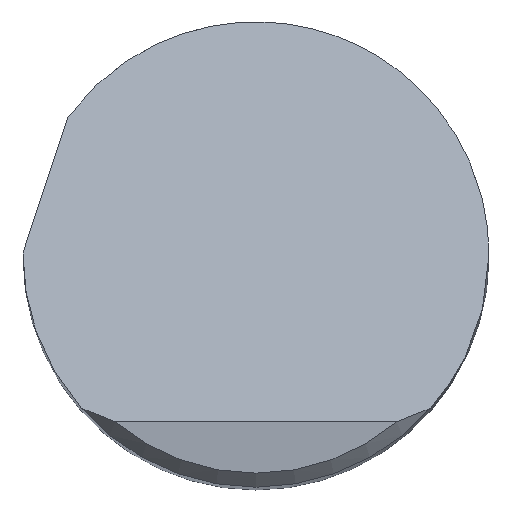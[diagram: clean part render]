
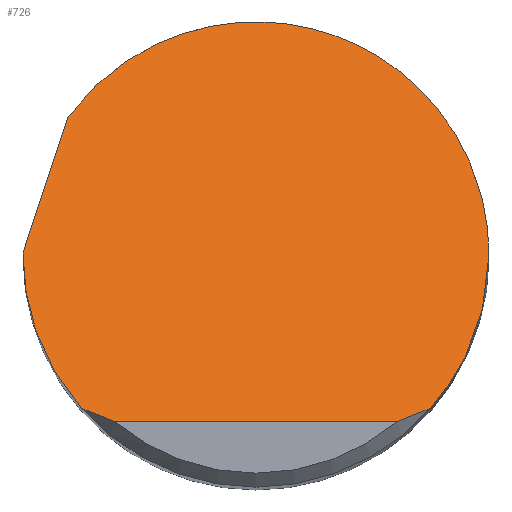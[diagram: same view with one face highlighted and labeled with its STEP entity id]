
A CAD part, top view. The second image highlights one B-rep face of the part: STEP entity #726.
In plain terms, the highlighted planar face has unit normal (0, 0.707, 0.707).
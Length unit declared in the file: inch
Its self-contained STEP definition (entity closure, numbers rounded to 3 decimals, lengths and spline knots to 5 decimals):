
#4 = CARTESIAN_POINT ( 'NONE',  ( -0.02903, 0.38443, 2.43557 ) ) ;
#10 =( BOUNDED_CURVE ( )  B_SPLINE_CURVE ( 3, ( #292, #4, #800, #138 ),
 .UNSPECIFIED., .F., .T. ) 
 B_SPLINE_CURVE_WITH_KNOTS ( ( 4, 4 ),
 ( 5.34257, 7.85398 ),
 .UNSPECIFIED. ) 
 CURVE ( )  GEOMETRIC_REPRESENTATION_ITEM ( )  RATIONAL_B_SPLINE_CURVE ( ( 1., 0.54, 0.54, 1. ) ) 
 REPRESENTATION_ITEM ( '' )  );
#37 = CARTESIAN_POINT ( 'NONE',  ( -0.24999, 0.002, 2.818 ) ) ;
#38 = CARTESIAN_POINT ( 'NONE',  ( -0.15108, -0.18, 3. ) ) ;
#57 = ORIENTED_EDGE ( 'NONE', *, *, #694, .T. ) ;
#66 = EDGE_CURVE ( 'NONE', #664, #451, #520, .T. ) ;
#80 = CARTESIAN_POINT ( 'NONE',  ( 0.25, -0.06141, 2.88141 ) ) ;
#88 = VECTOR ( 'NONE', #598, 39.37008 ) ;
#110 = EDGE_CURVE ( 'NONE', #334, #316, #204, .T. ) ;
#120 = CARTESIAN_POINT ( 'NONE',  ( -0.25, 0., 2.82 ) ) ;
#122 = VERTEX_POINT ( 'NONE', #727 ) ;
#138 = CARTESIAN_POINT ( 'NONE',  ( 0.25, 0., 2.82 ) ) ;
#161 =( BOUNDED_CURVE ( )  B_SPLINE_CURVE ( 3, ( #583, #454, #391, #120 ),
 .UNSPECIFIED., .F., .T. ) 
 B_SPLINE_CURVE_WITH_KNOTS ( ( 4, 4 ),
 ( 3.99157, 4.71239 ),
 .UNSPECIFIED. ) 
 CURVE ( )  GEOMETRIC_REPRESENTATION_ITEM ( )  RATIONAL_B_SPLINE_CURVE ( ( 1., 0.957, 0.957, 1. ) ) 
 REPRESENTATION_ITEM ( '' )  );
#166 = EDGE_LOOP ( 'NONE', ( #808, #57, #857, #171, #285, #528, #474, #498 ) ) ;
#171 = ORIENTED_EDGE ( 'NONE', *, *, #249, .F. ) ;
#177 = DIRECTION ( 'NONE',  ( 0., -0.707, -0.707 ) ) ;
#181 = CARTESIAN_POINT ( 'NONE',  ( 0.16367, -0.17542, 2.99542 ) ) ;
#182 =( BOUNDED_CURVE ( )  B_SPLINE_CURVE ( 3, ( #544, #217, #429, #817 ),
 .UNSPECIFIED., .F., .T. ) 
 B_SPLINE_CURVE_WITH_KNOTS ( ( 4, 4 ),
 ( 4.71239, 4.72039 ),
 .UNSPECIFIED. ) 
 CURVE ( )  GEOMETRIC_REPRESENTATION_ITEM ( )  RATIONAL_B_SPLINE_CURVE ( ( 1., 1., 1., 1. ) ) 
 REPRESENTATION_ITEM ( '' )  );
#202 = EDGE_CURVE ( 'NONE', #664, #791, #161, .T. ) ;
#204 = LINE ( 'NONE', #337, #88 ) ;
#208 = CARTESIAN_POINT ( 'NONE',  ( 0.18782, -0.165, 2.985 ) ) ;
#213 = CARTESIAN_POINT ( 'NONE',  ( -0.15108, -0.18, 3. ) ) ;
#217 = CARTESIAN_POINT ( 'NONE',  ( -0.25, 0.00067, 2.81933 ) ) ;
#243 = CARTESIAN_POINT ( 'NONE',  ( -0.18782, -0.165, 2.985 ) ) ;
#249 = EDGE_CURVE ( 'NONE', #316, #122, #10, .T. ) ;
#252 = DIRECTION ( 'NONE',  ( 0., 0.707, -0.707 ) ) ;
#265 = VERTEX_POINT ( 'NONE', #208 ) ;
#285 = ORIENTED_EDGE ( 'NONE', *, *, #110, .F. ) ;
#288 = EDGE_CURVE ( 'NONE', #451, #514, #361, .T. ) ;
#292 = CARTESIAN_POINT ( 'NONE',  ( -0.20198, 0.14732, 2.67268 ) ) ;
#306 = CARTESIAN_POINT ( 'NONE',  ( -0.20198, 0.14732, 2.67268 ) ) ;
#309 = B_SPLINE_CURVE_WITH_KNOTS ( 'NONE', 3,
 ( #828, #181, #570, #500 ),
 .UNSPECIFIED., .F., .F.,
 ( 4, 4 ),
 ( 0., 0.00108 ),
 .UNSPECIFIED. ) ;
#312 = CARTESIAN_POINT ( 'NONE',  ( -0.25, 0., 2.82 ) ) ;
#316 = VERTEX_POINT ( 'NONE', #306 ) ;
#334 = VERTEX_POINT ( 'NONE', #37 ) ;
#337 = CARTESIAN_POINT ( 'NONE',  ( -0.30701, -0.17058, 2.99058 ) ) ;
#360 = CARTESIAN_POINT ( 'NONE',  ( 0.22834, -0.11887, 2.93887 ) ) ;
#361 = LINE ( 'NONE', #538, #856 ) ;
#370 =( BOUNDED_CURVE ( )  B_SPLINE_CURVE ( 3, ( #416, #80, #360, #490 ),
 .UNSPECIFIED., .F., .T. ) 
 B_SPLINE_CURVE_WITH_KNOTS ( ( 4, 4 ),
 ( 1.5708, 2.29162 ),
 .UNSPECIFIED. ) 
 CURVE ( )  GEOMETRIC_REPRESENTATION_ITEM ( )  RATIONAL_B_SPLINE_CURVE ( ( 1., 0.957, 0.957, 1. ) ) 
 REPRESENTATION_ITEM ( '' )  );
#385 = CARTESIAN_POINT ( 'NONE',  ( -0.16367, -0.17542, 2.99542 ) ) ;
#389 = PLANE ( 'NONE',  #395 ) ;
#391 = CARTESIAN_POINT ( 'NONE',  ( -0.25, -0.06141, 2.88141 ) ) ;
#395 = AXIS2_PLACEMENT_3D ( 'NONE', #835, #177, #252 ) ;
#416 = CARTESIAN_POINT ( 'NONE',  ( 0.25, 0., 2.82 ) ) ;
#426 = CARTESIAN_POINT ( 'NONE',  ( -0.18782, -0.165, 2.985 ) ) ;
#429 = CARTESIAN_POINT ( 'NONE',  ( -0.25, 0.00133, 2.81867 ) ) ;
#443 = FACE_OUTER_BOUND ( 'NONE', #166, .T. ) ;
#451 = VERTEX_POINT ( 'NONE', #213 ) ;
#454 = CARTESIAN_POINT ( 'NONE',  ( -0.22834, -0.11887, 2.93887 ) ) ;
#474 = ORIENTED_EDGE ( 'NONE', *, *, #202, .F. ) ;
#488 = CARTESIAN_POINT ( 'NONE',  ( -0.17589, -0.1704, 2.9904 ) ) ;
#490 = CARTESIAN_POINT ( 'NONE',  ( 0.18782, -0.165, 2.985 ) ) ;
#498 = ORIENTED_EDGE ( 'NONE', *, *, #66, .T. ) ;
#500 = CARTESIAN_POINT ( 'NONE',  ( 0.18782, -0.165, 2.985 ) ) ;
#514 = VERTEX_POINT ( 'NONE', #839 ) ;
#520 = B_SPLINE_CURVE_WITH_KNOTS ( 'NONE', 3,
 ( #243, #488, #385, #38 ),
 .UNSPECIFIED., .F., .F.,
 ( 4, 4 ),
 ( 0., 0.00108 ),
 .UNSPECIFIED. ) ;
#528 = ORIENTED_EDGE ( 'NONE', *, *, #586, .F. ) ;
#538 = CARTESIAN_POINT ( 'NONE',  ( 0., -0.18, 3. ) ) ;
#544 = CARTESIAN_POINT ( 'NONE',  ( -0.25, 0., 2.82 ) ) ;
#570 = CARTESIAN_POINT ( 'NONE',  ( 0.17589, -0.1704, 2.9904 ) ) ;
#583 = CARTESIAN_POINT ( 'NONE',  ( -0.18782, -0.165, 2.985 ) ) ;
#586 = EDGE_CURVE ( 'NONE', #791, #334, #182, .T. ) ;
#587 = EDGE_CURVE ( 'NONE', #122, #265, #370, .T. ) ;
#598 = DIRECTION ( 'NONE',  ( 0.227, 0.689, -0.689 ) ) ;
#664 = VERTEX_POINT ( 'NONE', #426 ) ;
#680 = DIRECTION ( 'NONE',  ( 1., 0., 0. ) ) ;
#694 = EDGE_CURVE ( 'NONE', #514, #265, #309, .T. ) ;
#726 = ADVANCED_FACE ( 'NONE', ( #443 ), #389, .F. ) ;
#727 = CARTESIAN_POINT ( 'NONE',  ( 0.25, 0., 2.82 ) ) ;
#791 = VERTEX_POINT ( 'NONE', #312 ) ;
#800 = CARTESIAN_POINT ( 'NONE',  ( 0.25, 0.29348, 2.52652 ) ) ;
#808 = ORIENTED_EDGE ( 'NONE', *, *, #288, .T. ) ;
#817 = CARTESIAN_POINT ( 'NONE',  ( -0.24999, 0.002, 2.818 ) ) ;
#828 = CARTESIAN_POINT ( 'NONE',  ( 0.15108, -0.18, 3. ) ) ;
#835 = CARTESIAN_POINT ( 'NONE',  ( -0.25, -0.18, 3. ) ) ;
#839 = CARTESIAN_POINT ( 'NONE',  ( 0.15108, -0.18, 3. ) ) ;
#856 = VECTOR ( 'NONE', #680, 39.37008 ) ;
#857 = ORIENTED_EDGE ( 'NONE', *, *, #587, .F. ) ;
